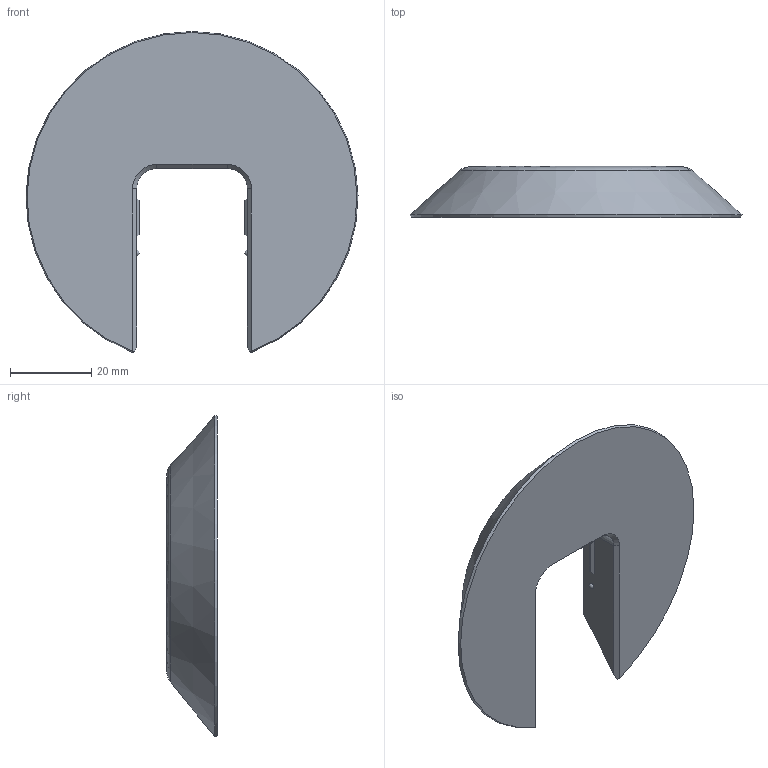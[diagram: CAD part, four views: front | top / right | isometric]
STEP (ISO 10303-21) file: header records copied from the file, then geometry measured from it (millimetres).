
FILE_DESCRIPTION(/* description */ (''),/* implementation_level */ '2;1');
FILE_NAME(/* name */ 'Light_Proximity_Switch_Base.step',/* time_stamp */ '2025-04-04T16:42:36-04:00',/* author */ (''),/* organization */ (''),/* preprocessor_version */ 'ST-DEVELOPER v20.1',/* originating_system */ 'Autodesk Translation Framework v14.4.0.0',/* authorisation */ '');
FILE_SCHEMA (('AUTOMOTIVE_DESIGN { 1 0 10303 214 3 1 1 }'));
Length unit declared in the file: millimetre
Products named in the file (1): Big_Base
Bounding box: 81.5 x 12.47 x 78.81 mm (x, y, z)
Volume: 33349.3 mm3; surface area: 10035.2 mm2
Topology: 1 solids, 1 shells, 134 faces, 367 edges, 242 vertices
Faces by surface type: plane 67, bspline 56, cone 6, sphere 2, cylinder 2, torus 1
Entity records: 4576 total; most frequent: CARTESIAN_POINT 1654, ORIENTED_EDGE 730, DIRECTION 417, EDGE_CURVE 365, VERTEX_POINT 242, LINE 223, VECTOR 223, EDGE_LOOP 143
